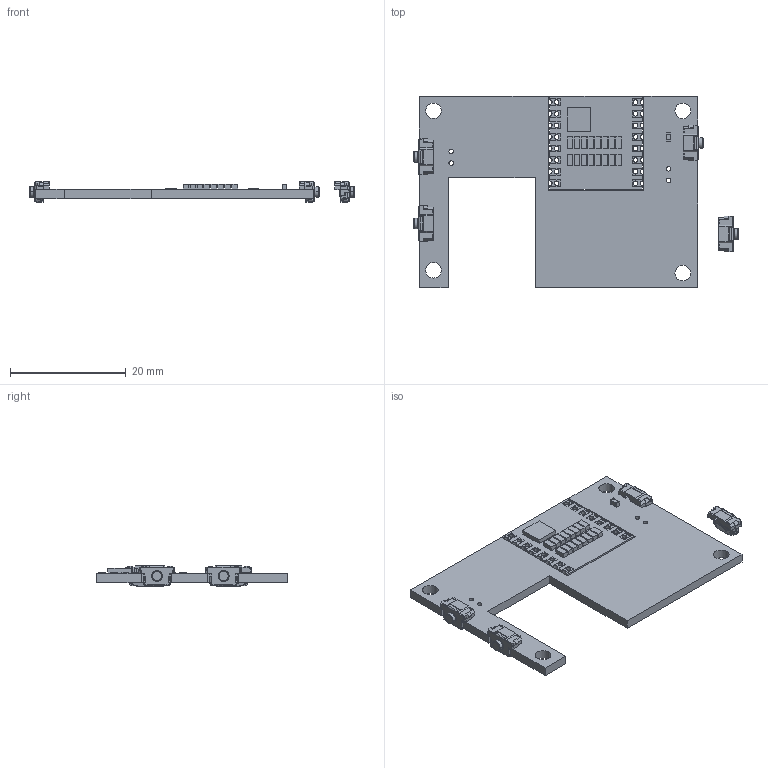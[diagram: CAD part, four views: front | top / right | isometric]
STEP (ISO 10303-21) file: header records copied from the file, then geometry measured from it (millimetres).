
FILE_DESCRIPTION(('KiCad electronic assembly'),'2;1');
FILE_NAME('watch.step','2022-11-06T12:28:21',('Pcbnew'),('Kicad'), 'Open CASCADE STEP processor 7.5','KiCad to STEP converter','Unknown' );
FILE_SCHEMA(('AUTOMOTIVE_DESIGN { 1 0 10303 214 1 1 1 1 }'));
Length unit declared in the file: millimetre
Products named in the file (8): watch 1; EVQP4-HB3B_KB3Q_MB3K; COMPOUND; rfm69hcw-difference; SOLID; C_0603_1608Metric; _autosave-watch PCB
Assembly tree (10 placements, depth 3):
  watch 1
    EVQP4-HB3B_KB3Q_MB3K  x4
      COMPOUND
    rfm69hcw-difference
      SOLID
    C_0603_1608Metric
      SOLID
    _autosave-watch PCB
Bounding box: 55.97 x 33 x 3.5 mm (x, y, z)
Volume: 1850.1 mm3; surface area: 3510.1 mm2
Topology: 3 solids, 15 shells, 1629 faces, 4688 edges, 3076 vertices
Faces by surface type: bspline 1595, plane 26, cylinder 8
Full cylindrical faces by diameter (mm): 0.8 x4, 2.7 x4
Entity records: 43816 total; most frequent: CARTESIAN_POINT 18934, B_SPLINE_CURVE_WITH_KNOTS 4830, ORIENTED_EDGE 3556, PCURVE 3556, DEFINITIONAL_REPRESENTATION 3556, EDGE_CURVE 1778, SURFACE_CURVE 1754, VERTEX_POINT 1165
